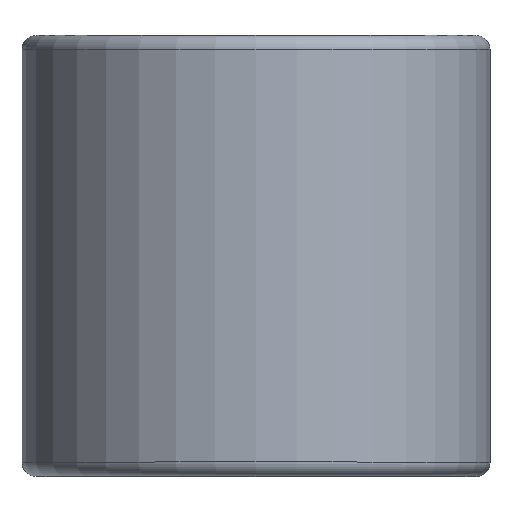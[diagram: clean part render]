
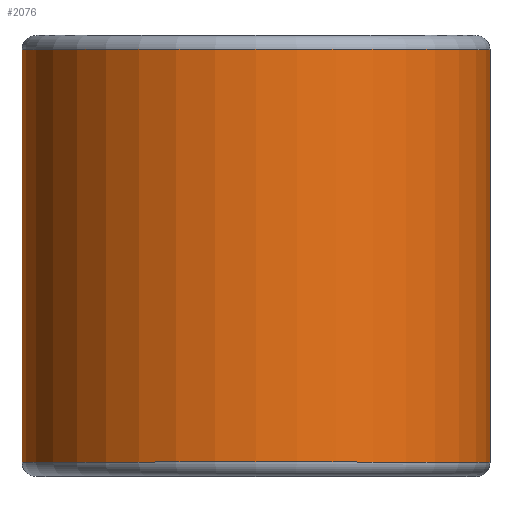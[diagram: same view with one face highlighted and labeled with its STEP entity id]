
A CAD part, top view. The second image highlights one B-rep face of the part: STEP entity #2076.
In plain terms, the highlighted cylindrical face has radius 12.636 mm (diameter 25.273 mm), a partial arc.
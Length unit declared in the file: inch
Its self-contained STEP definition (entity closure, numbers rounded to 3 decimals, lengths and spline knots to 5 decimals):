
#20 = VECTOR ( 'NONE', #92, 39.37008 ) ;
#41 = LINE ( 'NONE', #180, #1605 ) ;
#82 = LINE ( 'NONE', #1556, #20 ) ;
#92 = DIRECTION ( 'NONE',  ( 0., 1., 0. ) ) ;
#93 = ORIENTED_EDGE ( 'NONE', *, *, #2032, .F. ) ;
#165 = CARTESIAN_POINT ( 'NONE',  ( 0., -0.43875, -0.4975 ) ) ;
#180 = CARTESIAN_POINT ( 'NONE',  ( 0.4975, 0.43875, 0. ) ) ;
#221 = AXIS2_PLACEMENT_3D ( 'NONE', #2104, #1920, #669 ) ;
#235 = AXIS2_PLACEMENT_3D ( 'NONE', #1925, #840, #2105 ) ;
#549 = EDGE_LOOP ( 'NONE', ( #1783, #2239, #2044, #93 ) ) ;
#657 = CIRCLE ( 'NONE', #235, 0.4975 ) ;
#669 = DIRECTION ( 'NONE',  ( 0., 0., -1. ) ) ;
#777 = VERTEX_POINT ( 'NONE', #1694 ) ;
#833 = CARTESIAN_POINT ( 'NONE',  ( 0., -0.43875, 0. ) ) ;
#840 = DIRECTION ( 'NONE',  ( 0., -1., 0. ) ) ;
#1008 = DIRECTION ( 'NONE',  ( 0., 0., -1. ) ) ;
#1046 = VERTEX_POINT ( 'NONE', #165 ) ;
#1048 = FACE_OUTER_BOUND ( 'NONE', #549, .T. ) ;
#1100 = EDGE_CURVE ( 'NONE', #1168, #777, #41, .T. ) ;
#1168 = VERTEX_POINT ( 'NONE', #1819 ) ;
#1269 = DIRECTION ( 'NONE',  ( 0., 1., 0. ) ) ;
#1460 = VERTEX_POINT ( 'NONE', #2063 ) ;
#1556 = CARTESIAN_POINT ( 'NONE',  ( 0., 0.43875, -0.4975 ) ) ;
#1605 = VECTOR ( 'NONE', #1269, 39.37008 ) ;
#1614 = AXIS2_PLACEMENT_3D ( 'NONE', #833, #2100, #1008 ) ;
#1643 = EDGE_CURVE ( 'NONE', #777, #1460, #657, .T. ) ;
#1694 = CARTESIAN_POINT ( 'NONE',  ( 0.4975, 0.43875, 0. ) ) ;
#1783 = ORIENTED_EDGE ( 'NONE', *, *, #1100, .T. ) ;
#1819 = CARTESIAN_POINT ( 'NONE',  ( 0.4975, -0.43875, 0. ) ) ;
#1920 = DIRECTION ( 'NONE',  ( 0., -1., 0. ) ) ;
#1925 = CARTESIAN_POINT ( 'NONE',  ( 0., 0.43875, 0. ) ) ;
#1964 = EDGE_CURVE ( 'NONE', #1046, #1460, #82, .T. ) ;
#2032 = EDGE_CURVE ( 'NONE', #1168, #1046, #2228, .T. ) ;
#2044 = ORIENTED_EDGE ( 'NONE', *, *, #1964, .F. ) ;
#2063 = CARTESIAN_POINT ( 'NONE',  ( 0., 0.43875, -0.4975 ) ) ;
#2076 = ADVANCED_FACE ( 'NONE', ( #1048 ), #2314, .T. ) ;
#2100 = DIRECTION ( 'NONE',  ( 0., -1., 0. ) ) ;
#2104 = CARTESIAN_POINT ( 'NONE',  ( 0., 0.4375, 0. ) ) ;
#2105 = DIRECTION ( 'NONE',  ( 0., 0., -1. ) ) ;
#2228 = CIRCLE ( 'NONE', #1614, 0.4975 ) ;
#2239 = ORIENTED_EDGE ( 'NONE', *, *, #1643, .T. ) ;
#2314 = CYLINDRICAL_SURFACE ( 'NONE', #221, 0.4975 ) ;
